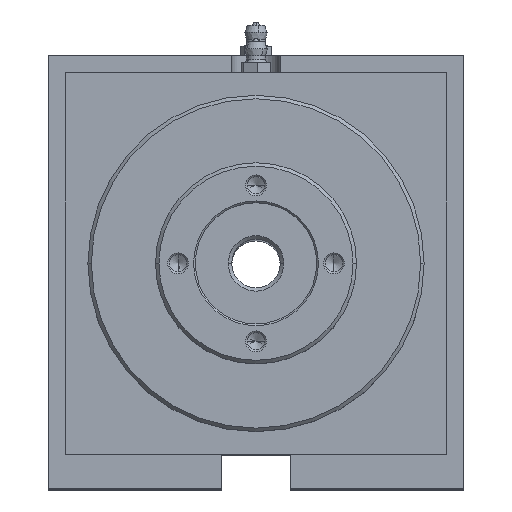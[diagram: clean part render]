
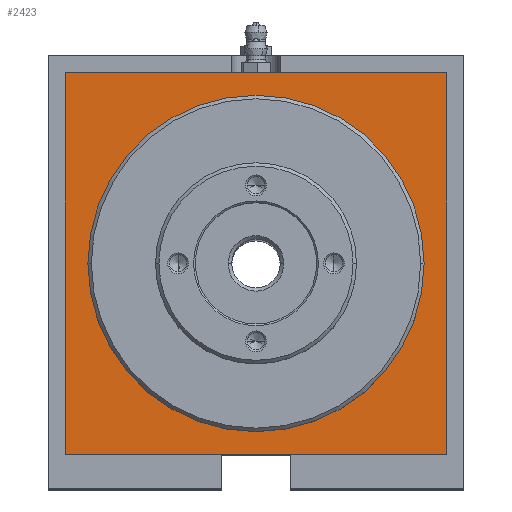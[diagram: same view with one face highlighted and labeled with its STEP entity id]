
A CAD part, top view. The second image highlights one B-rep face of the part: STEP entity #2423.
In plain terms, the highlighted planar face has unit normal (0, 0, 1).
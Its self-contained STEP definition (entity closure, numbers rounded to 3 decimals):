
#18 = CARTESIAN_POINT ( 'NONE',  ( -55., 55., 200. ) ) ;
#65 = EDGE_LOOP ( 'NONE', ( #7280, #4478, #921, #966 ) ) ;
#177 = EDGE_CURVE ( 'NONE', #5898, #1358, #6438, .T. ) ;
#519 = CARTESIAN_POINT ( 'NONE',  ( -55., -55., 200. ) ) ;
#597 = LINE ( 'NONE', #18, #617 ) ;
#617 = VECTOR ( 'NONE', #4726, 1000. ) ;
#693 = VERTEX_POINT ( 'NONE', #5090 ) ;
#896 = DIRECTION ( 'NONE',  ( 1., 0., 0. ) ) ;
#913 = FACE_BOUND ( 'NONE', #3147, .T. ) ;
#921 = ORIENTED_EDGE ( 'NONE', *, *, #6841, .T. ) ;
#966 = ORIENTED_EDGE ( 'NONE', *, *, #177, .T. ) ;
#1107 = CIRCLE ( 'NONE', #7498, 48.5 ) ;
#1358 = VERTEX_POINT ( 'NONE', #6697 ) ;
#1411 = VERTEX_POINT ( 'NONE', #4252 ) ;
#1680 = CARTESIAN_POINT ( 'NONE',  ( 48.5, 0., 200. ) ) ;
#1778 = VECTOR ( 'NONE', #4363, 1000. ) ;
#2393 = CARTESIAN_POINT ( 'NONE',  ( -55., -55., 200. ) ) ;
#2423 = ADVANCED_FACE ( 'NONE', ( #913, #7493 ), #6857, .T. ) ;
#2834 = EDGE_CURVE ( 'NONE', #693, #6647, #5908, .T. ) ;
#3072 = DIRECTION ( 'NONE',  ( 0., 1., 0. ) ) ;
#3146 = CARTESIAN_POINT ( 'NONE',  ( 55., 55., 200. ) ) ;
#3147 = EDGE_LOOP ( 'NONE', ( #6155, #6096 ) ) ;
#3322 = CARTESIAN_POINT ( 'NONE',  ( 0., 0., 200. ) ) ;
#3510 = VECTOR ( 'NONE', #3072, 1000. ) ;
#3657 = EDGE_CURVE ( 'NONE', #7235, #1411, #597, .T. ) ;
#3698 = LINE ( 'NONE', #7303, #1778 ) ;
#3776 = AXIS2_PLACEMENT_3D ( 'NONE', #6346, #5763, #896 ) ;
#3849 = VECTOR ( 'NONE', #4762, 1000. ) ;
#4126 = DIRECTION ( 'NONE',  ( 1., 0., 0. ) ) ;
#4252 = CARTESIAN_POINT ( 'NONE',  ( -55., 55., 200. ) ) ;
#4276 = AXIS2_PLACEMENT_3D ( 'NONE', #3322, #5743, #6327 ) ;
#4363 = DIRECTION ( 'NONE',  ( 0., -1., 0. ) ) ;
#4478 = ORIENTED_EDGE ( 'NONE', *, *, #3657, .T. ) ;
#4726 = DIRECTION ( 'NONE',  ( -1., 0., 0. ) ) ;
#4762 = DIRECTION ( 'NONE',  ( 1., 0., 0. ) ) ;
#4784 = LINE ( 'NONE', #3146, #3510 ) ;
#5090 = CARTESIAN_POINT ( 'NONE',  ( -48.5, 0., 200. ) ) ;
#5327 = CARTESIAN_POINT ( 'NONE',  ( 55., 55., 200. ) ) ;
#5596 = EDGE_CURVE ( 'NONE', #6647, #693, #1107, .T. ) ;
#5743 = DIRECTION ( 'NONE',  ( 0., 0., 1. ) ) ;
#5763 = DIRECTION ( 'NONE',  ( 0., 0., 1. ) ) ;
#5816 = CARTESIAN_POINT ( 'NONE',  ( 0., 0., 200. ) ) ;
#5851 = DIRECTION ( 'NONE',  ( 0., 0., 1. ) ) ;
#5898 = VERTEX_POINT ( 'NONE', #519 ) ;
#5908 = CIRCLE ( 'NONE', #3776, 48.5 ) ;
#6096 = ORIENTED_EDGE ( 'NONE', *, *, #5596, .F. ) ;
#6155 = ORIENTED_EDGE ( 'NONE', *, *, #2834, .F. ) ;
#6327 = DIRECTION ( 'NONE',  ( 1., 0., 0. ) ) ;
#6346 = CARTESIAN_POINT ( 'NONE',  ( 0., 0., 200. ) ) ;
#6438 = LINE ( 'NONE', #2393, #3849 ) ;
#6647 = VERTEX_POINT ( 'NONE', #1680 ) ;
#6697 = CARTESIAN_POINT ( 'NONE',  ( 55., -55., 200. ) ) ;
#6841 = EDGE_CURVE ( 'NONE', #1411, #5898, #3698, .T. ) ;
#6857 = PLANE ( 'NONE',  #4276 ) ;
#7071 = EDGE_CURVE ( 'NONE', #1358, #7235, #4784, .T. ) ;
#7235 = VERTEX_POINT ( 'NONE', #5327 ) ;
#7280 = ORIENTED_EDGE ( 'NONE', *, *, #7071, .T. ) ;
#7303 = CARTESIAN_POINT ( 'NONE',  ( -55., 55., 200. ) ) ;
#7493 = FACE_OUTER_BOUND ( 'NONE', #65, .T. ) ;
#7498 = AXIS2_PLACEMENT_3D ( 'NONE', #5816, #5851, #4126 ) ;
